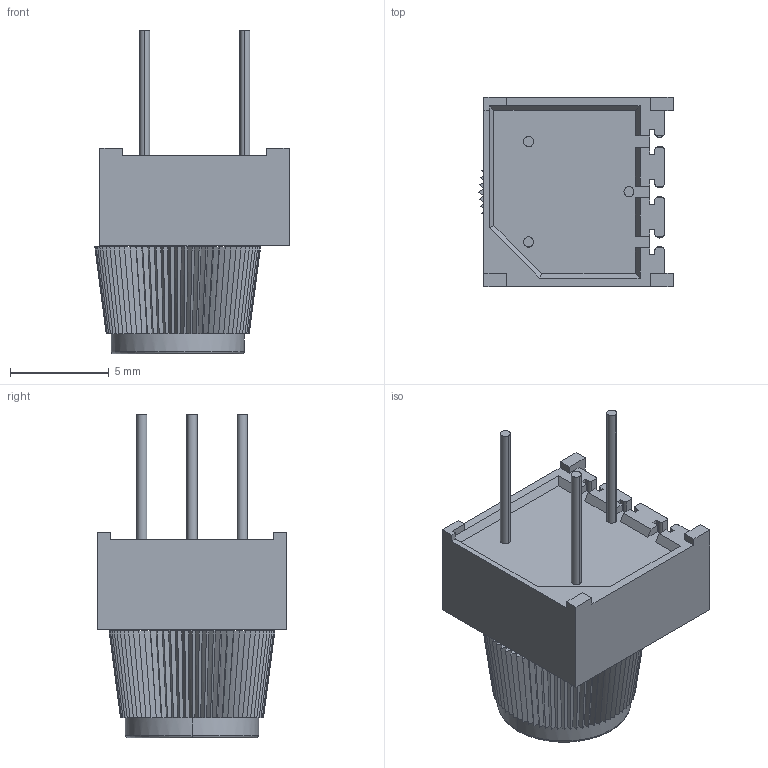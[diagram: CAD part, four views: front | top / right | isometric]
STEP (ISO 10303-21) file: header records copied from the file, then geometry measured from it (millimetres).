
FILE_DESCRIPTION((''),'2;1');
FILE_NAME('3386F_1_ASM','2016-04-04T',('minhn'),('Bourns, Inc.'),'PRO/ENGINEER BY PARAMETRIC TECHNOLOGY CORPORATION, 2012230','PRO/ENGINEER BY PARAMETRIC TECHNOLOGY CORPORATION, 2012230','');
FILE_SCHEMA(('CONFIG_CONTROL_DESIGN'));
Length unit declared in the file: inch
Products named in the file (5): MANIFOLD_SOLID_BREP_18751; MANIFOLD_SOLID_BREP_18840; MANIFOLD_SOLID_BREP_18929; MANIFOLD_SOLID_BREP_19018; 3386F_1_ASM
Assembly tree (4 placements, depth 2):
  3386F_1_ASM
    MANIFOLD_SOLID_BREP_18751
    MANIFOLD_SOLID_BREP_18840
    MANIFOLD_SOLID_BREP_18929
    MANIFOLD_SOLID_BREP_19018
Bounding box: 9.83 x 9.58 x 16.38 mm (x, y, z)
Volume: 597.2 mm3; surface area: 741.1 mm2
Topology: 4 solids, 4 shells, 819 faces, 2206 edges, 1419 vertices
Faces by surface type: plane 647, bspline 144, cylinder 22, torus 4, cone 2
Entity records: 28063 total; most frequent: CARTESIAN_POINT 7781, ORIENTED_EDGE 4412, DIRECTION 3710, EDGE_CURVE 2206, VECTOR 2054, LINE 2054, VERTEX_POINT 1419, EDGE_LOOP 843
